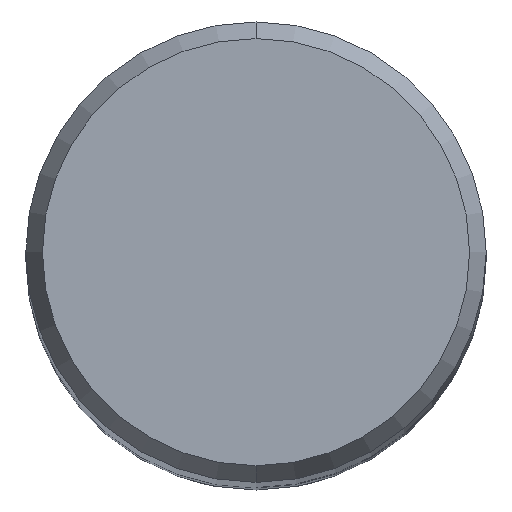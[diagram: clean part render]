
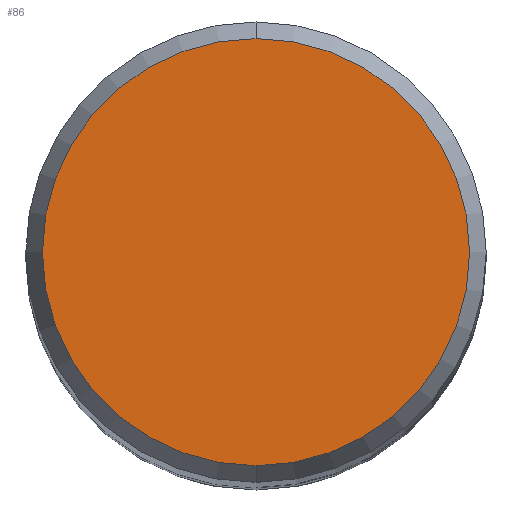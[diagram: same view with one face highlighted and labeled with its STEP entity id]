
A CAD part, top view. The second image highlights one B-rep face of the part: STEP entity #86.
In plain terms, the highlighted planar face has unit normal (0, 0, 1).
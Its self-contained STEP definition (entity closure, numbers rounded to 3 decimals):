
#86=ADVANCED_FACE('',(#211),#212,.T.);
#92=VERTEX_POINT('',#218);
#140=EDGE_CURVE('',#174,#92,#273,.T.);
#170=EDGE_CURVE('',#92,#174,#307,.T.);
#174=VERTEX_POINT('',#311);
#211=FACE_OUTER_BOUND('',#343,.T.);
#212=PLANE('',#344);
#218=CARTESIAN_POINT('',(0.,-2.946,0.01));
#273=CIRCLE('',#420,2.946);
#307=CIRCLE('',#464,2.946);
#311=CARTESIAN_POINT('',(0.0,2.946,0.01));
#343=EDGE_LOOP('',(#494,#495));
#344=AXIS2_PLACEMENT_3D('',#496,#497,#498);
#420=AXIS2_PLACEMENT_3D('',#577,#578,#579);
#464=AXIS2_PLACEMENT_3D('',#616,#617,#618);
#494=ORIENTED_EDGE('',*,*,#140,.F.);
#495=ORIENTED_EDGE('',*,*,#170,.F.);
#496=CARTESIAN_POINT('',(0.0,1.473,0.01));
#497=DIRECTION('',(-0.0,0.0,1.0));
#498=DIRECTION('',(0.0,-1.0,0.0));
#577=CARTESIAN_POINT('',(0.0,0.0,0.01));
#578=DIRECTION('',(0.0,0.0,-1.0));
#579=DIRECTION('',(0.0,1.0,0.0));
#616=CARTESIAN_POINT('',(0.0,0.0,0.01));
#617=DIRECTION('',(0.0,0.0,-1.0));
#618=DIRECTION('',(0.0,1.0,0.0));
